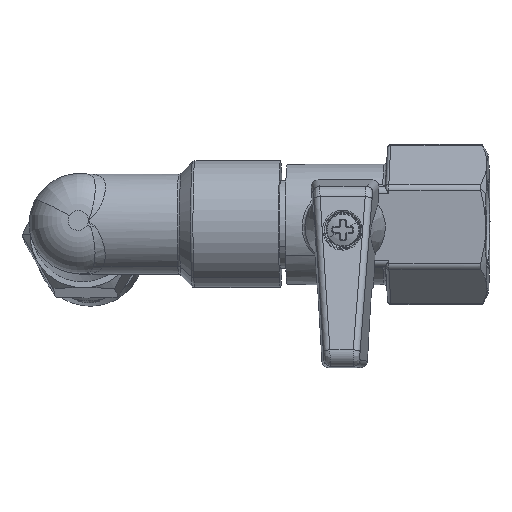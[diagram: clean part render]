
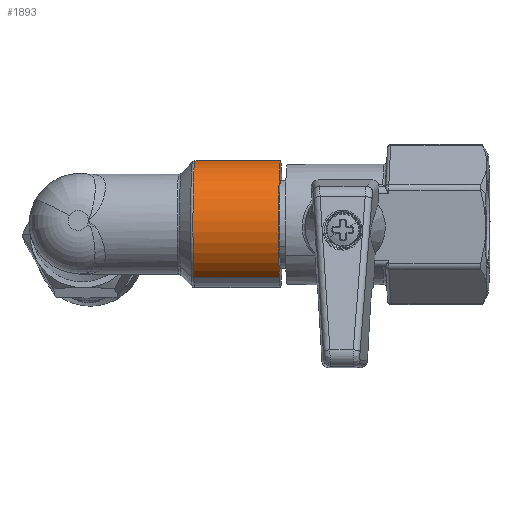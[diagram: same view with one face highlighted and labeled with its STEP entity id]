
A CAD part, top view. The second image highlights one B-rep face of the part: STEP entity #1893.
In plain terms, the highlighted cylindrical face has radius 9.5 mm (diameter 19 mm), a partial arc.
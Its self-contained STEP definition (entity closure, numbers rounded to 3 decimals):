
#1840=CARTESIAN_POINT('Axis2P3D Location',(113.583,27.181,70.82)) ;
#1844=CARTESIAN_POINT('Vertex',(113.424,19.22,76.001)) ;
#1846=CARTESIAN_POINT('Vertex',(113.742,35.143,65.64)) ;
#1863=CARTESIAN_POINT('Axis2P3D Location',(98.59,27.186,70.369)) ;
#1868=CARTESIAN_POINT('Axis2P3D Location',(100.796,27.185,70.435)) ;
#1872=CARTESIAN_POINT('Vertex',(100.637,19.224,75.616)) ;
#1874=CARTESIAN_POINT('Vertex',(100.954,35.147,65.254)) ;
#1877=CARTESIAN_POINT('Line Origine',(107.031,19.222,75.808)) ;
#1882=CARTESIAN_POINT('Line Origine',(107.348,35.145,65.447)) ;
#1841=DIRECTION('Axis2P3D Direction',(-1.,0.,-0.03)) ;
#1864=DIRECTION('Axis2P3D Direction',(-1.,0.,-0.03)) ;
#1865=DIRECTION('Axis2P3D XDirection',(-0.017,-0.838,0.545)) ;
#1869=DIRECTION('Axis2P3D Direction',(-1.,0.,-0.03)) ;
#1878=DIRECTION('Vector Direction',(-1.,0.,-0.03)) ;
#1883=DIRECTION('Vector Direction',(-1.,0.,-0.03)) ;
#1842=AXIS2_PLACEMENT_3D('Circle Axis2P3D',#1840,#1841,$) ;
#1866=AXIS2_PLACEMENT_3D('Cylinder Axis2P3D',#1863,#1864,#1865) ;
#1870=AXIS2_PLACEMENT_3D('Circle Axis2P3D',#1868,#1869,$) ;
#1888=ORIENTED_EDGE('',*,*,#1876,.F.) ;
#1889=ORIENTED_EDGE('',*,*,#1881,.T.) ;
#1890=ORIENTED_EDGE('',*,*,#1848,.T.) ;
#1891=ORIENTED_EDGE('',*,*,#1886,.F.) ;
#1879=VECTOR('Line Direction',#1878,1.) ;
#1884=VECTOR('Line Direction',#1883,1.) ;
#1893=ADVANCED_FACE('PartBody',(#1892),#1867,.T.) ;
#1843=CIRCLE('generated circle',#1842,9.5) ;
#1871=CIRCLE('generated circle',#1870,9.5) ;
#1867=CYLINDRICAL_SURFACE('generated cylinder',#1866,9.5) ;
#1848=EDGE_CURVE('',#1845,#1847,#1843,.T.) ;
#1876=EDGE_CURVE('',#1873,#1875,#1871,.T.) ;
#1881=EDGE_CURVE('',#1873,#1845,#1880,.F.) ;
#1886=EDGE_CURVE('',#1875,#1847,#1885,.F.) ;
#1887=EDGE_LOOP('',(#1888,#1889,#1890,#1891)) ;
#1892=FACE_OUTER_BOUND('',#1887,.T.) ;
#1880=LINE('Line',#1877,#1879) ;
#1885=LINE('Line',#1882,#1884) ;
#1845=VERTEX_POINT('',#1844) ;
#1847=VERTEX_POINT('',#1846) ;
#1873=VERTEX_POINT('',#1872) ;
#1875=VERTEX_POINT('',#1874) ;
